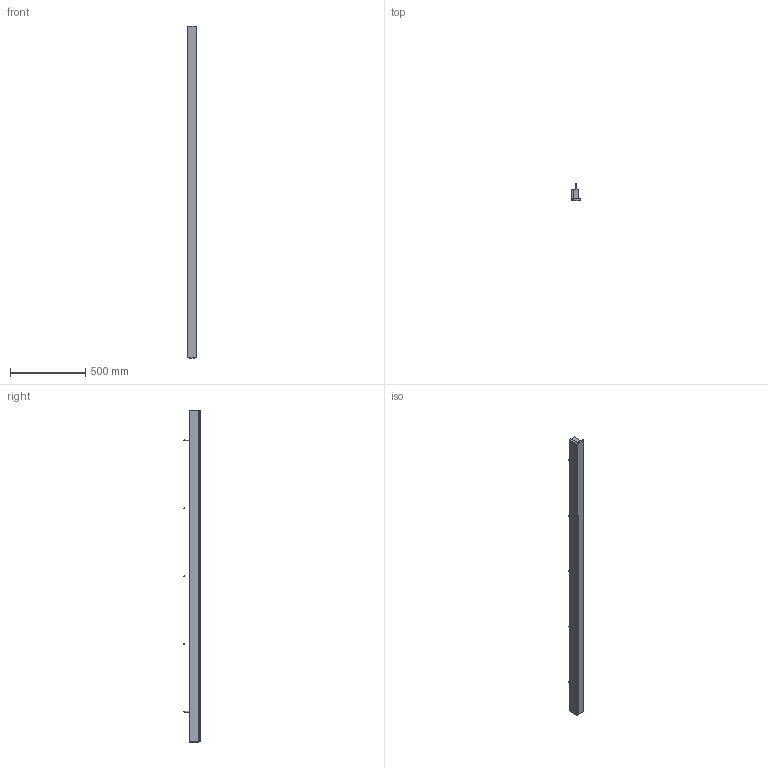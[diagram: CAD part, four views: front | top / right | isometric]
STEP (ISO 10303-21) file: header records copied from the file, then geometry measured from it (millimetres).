
FILE_DESCRIPTION(/* description */ ('tapée ame et habillage'),/* implementation_level */ '2;1');
FILE_NAME(/* name */ 'SAF-CLIP-TM.stp',/* time_stamp */ '2019-08-22T14:34:12+02:00',/* author */ ('FSI'),/* organization */ (''),/* preprocessor_version */ 'ST-DEVELOPER v17.2',/* originating_system */ 'Autodesk Inventor 2019',/* authorisation */ '');
FILE_SCHEMA (('AUTOMOTIVE_DESIGN { 1 0 10303 214 3 1 1 }'));
Length unit declared in the file: millimetre
Products named in the file (6): SAF-CLIP-TM; tapée habillage 2; tapée habillage 1; 21676; ISO 7050 - ST 4,8 x 32 - C - H; 04628
Assembly tree (14 placements, depth 2):
  SAF-CLIP-TM
    tapée habillage 2
    tapée habillage 1
    21676
    ISO 7050 - ST 4,8 x 32 - C - H  x5
    04628  x6
Bounding box: 65 x 111.95 x 2200 mm (x, y, z)
Volume: 7963729.2 mm3; surface area: 1157084.1 mm2
Topology: 14 solids, 14 shells, 365 faces, 869 edges, 533 vertices
Faces by surface type: plane 225, cone 78, cylinder 42, torus 20
Full cylindrical faces by diameter (mm): 3 x6, 4 x6, 4.5 x6, 4.8 x5, 5.5 x5, 6.8 x6, 9.3 x5
Entity records: 3646 total; most frequent: CARTESIAN_POINT 715, DIRECTION 589, ORIENTED_EDGE 542, EDGE_CURVE 271, AXIS2_PLACEMENT_3D 220, VERTEX_POINT 178, LINE 149, VECTOR 149
